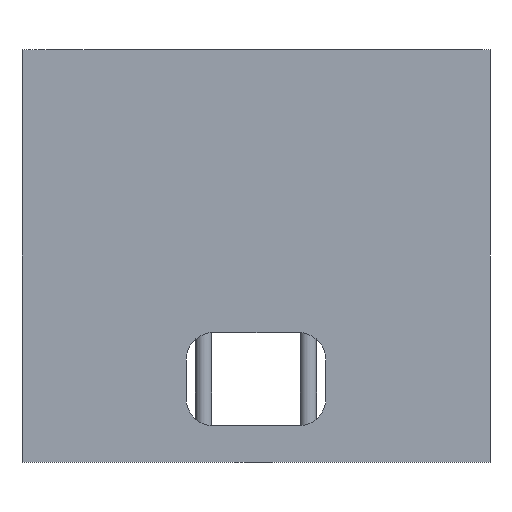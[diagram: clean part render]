
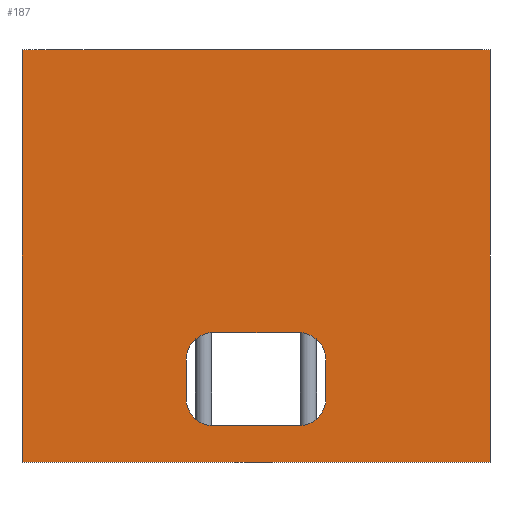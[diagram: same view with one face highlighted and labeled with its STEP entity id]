
A CAD part, front view. The second image highlights one B-rep face of the part: STEP entity #187.
In plain terms, the highlighted planar face has unit normal (0, -1, 0).
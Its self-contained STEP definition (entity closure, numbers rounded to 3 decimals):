
#65 = VERTEX_POINT ( 'NONE', #1252 ) ;
#113 = EDGE_LOOP ( 'NONE', ( #2737, #3394, #3654, #3770, #2828, #978, #470, #2161 ) ) ;
#114 = CARTESIAN_POINT ( 'NONE',  ( 17.88, -3., 4. ) ) ;
#148 = CIRCLE ( 'NONE', #328, 3. ) ;
#187 = ADVANCED_FACE ( 'NONE', ( #1932, #3398 ), #1893, .F. ) ;
#305 = LINE ( 'NONE', #2939, #936 ) ;
#308 = AXIS2_PLACEMENT_3D ( 'NONE', #2025, #867, #2687 ) ;
#328 = AXIS2_PLACEMENT_3D ( 'NONE', #2845, #1387, #1190 ) ;
#337 = CARTESIAN_POINT ( 'NONE',  ( 14.88, -3., 0. ) ) ;
#400 = VERTEX_POINT ( 'NONE', #963 ) ;
#445 = EDGE_CURVE ( 'NONE', #1163, #400, #1791, .T. ) ;
#460 = EDGE_CURVE ( 'NONE', #65, #2728, #3236, .T. ) ;
#470 = ORIENTED_EDGE ( 'NONE', *, *, #779, .T. ) ;
#491 = CIRCLE ( 'NONE', #308, 3. ) ;
#498 = VERTEX_POINT ( 'NONE', #2923 ) ;
#517 = VERTEX_POINT ( 'NONE', #1814 ) ;
#577 = EDGE_CURVE ( 'NONE', #3159, #3239, #2433, .T. ) ;
#617 = DIRECTION ( 'NONE',  ( 0., 0., 1. ) ) ;
#694 = EDGE_LOOP ( 'NONE', ( #1856, #2770, #2955, #1633 ) ) ;
#697 = DIRECTION ( 'NONE',  ( 1., 0., 0. ) ) ;
#721 = DIRECTION ( 'NONE',  ( 0., 1., 0. ) ) ;
#734 = CARTESIAN_POINT ( 'NONE',  ( 0., -3., 45. ) ) ;
#760 = CARTESIAN_POINT ( 'NONE',  ( 0., -3., 2. ) ) ;
#779 = EDGE_CURVE ( 'NONE', #2434, #517, #305, .T. ) ;
#825 = EDGE_CURVE ( 'NONE', #400, #2434, #148, .T. ) ;
#858 = EDGE_CURVE ( 'NONE', #3239, #2728, #2689, .T. ) ;
#867 = DIRECTION ( 'NONE',  ( 0., 1., 0. ) ) ;
#868 = VECTOR ( 'NONE', #2318, 1000. ) ;
#897 = CARTESIAN_POINT ( 'NONE',  ( 30.12, -3., 11.16 ) ) ;
#900 = DIRECTION ( 'NONE',  ( 0., 0., 1. ) ) ;
#936 = VECTOR ( 'NONE', #1070, 1000. ) ;
#956 = DIRECTION ( 'NONE',  ( 0., 0., -1. ) ) ;
#963 = CARTESIAN_POINT ( 'NONE',  ( 14.88, -3., 11.16 ) ) ;
#967 = DIRECTION ( 'NONE',  ( 0., 0., 1. ) ) ;
#978 = ORIENTED_EDGE ( 'NONE', *, *, #825, .T. ) ;
#1070 = DIRECTION ( 'NONE',  ( 1., 0., 0. ) ) ;
#1115 = CARTESIAN_POINT ( 'NONE',  ( 48., -3., 45. ) ) ;
#1163 = VERTEX_POINT ( 'NONE', #2719 ) ;
#1170 = EDGE_CURVE ( 'NONE', #498, #1595, #1530, .T. ) ;
#1190 = DIRECTION ( 'NONE',  ( 0., 0., 1. ) ) ;
#1252 = CARTESIAN_POINT ( 'NONE',  ( -3., -3., 0. ) ) ;
#1267 = DIRECTION ( 'NONE',  ( 1., 0., 0. ) ) ;
#1276 = VERTEX_POINT ( 'NONE', #114 ) ;
#1281 = CARTESIAN_POINT ( 'NONE',  ( 27.12, -3., 4. ) ) ;
#1387 = DIRECTION ( 'NONE',  ( 0., 1., 0. ) ) ;
#1460 = CARTESIAN_POINT ( 'NONE',  ( 0., -3., 4. ) ) ;
#1495 = CARTESIAN_POINT ( 'NONE',  ( 48., -3., 2. ) ) ;
#1513 = VECTOR ( 'NONE', #1593, 1000. ) ;
#1530 = LINE ( 'NONE', #2294, #2716 ) ;
#1593 = DIRECTION ( 'NONE',  ( 0., 0., -1. ) ) ;
#1595 = VERTEX_POINT ( 'NONE', #897 ) ;
#1633 = ORIENTED_EDGE ( 'NONE', *, *, #3063, .T. ) ;
#1691 = CARTESIAN_POINT ( 'NONE',  ( 27.12, -3., 11.16 ) ) ;
#1734 = DIRECTION ( 'NONE',  ( 0., 1., 0. ) ) ;
#1791 = LINE ( 'NONE', #337, #1894 ) ;
#1814 = CARTESIAN_POINT ( 'NONE',  ( 27.12, -3., 14.16 ) ) ;
#1856 = ORIENTED_EDGE ( 'NONE', *, *, #460, .T. ) ;
#1893 = PLANE ( 'NONE',  #3334 ) ;
#1894 = VECTOR ( 'NONE', #900, 1000. ) ;
#1932 = FACE_OUTER_BOUND ( 'NONE', #694, .T. ) ;
#2025 = CARTESIAN_POINT ( 'NONE',  ( 27.12, -3., 7. ) ) ;
#2079 = EDGE_CURVE ( 'NONE', #498, #2443, #491, .T. ) ;
#2142 = VECTOR ( 'NONE', #697, 1000. ) ;
#2161 = ORIENTED_EDGE ( 'NONE', *, *, #2745, .T. ) ;
#2269 = CIRCLE ( 'NONE', #3500, 3. ) ;
#2294 = CARTESIAN_POINT ( 'NONE',  ( 30.12, -3., 0. ) ) ;
#2318 = DIRECTION ( 'NONE',  ( 1., 0., 0. ) ) ;
#2366 = CARTESIAN_POINT ( 'NONE',  ( 17.88, -3., 7. ) ) ;
#2369 = CARTESIAN_POINT ( 'NONE',  ( 17.88, -3., 14.16 ) ) ;
#2433 = LINE ( 'NONE', #734, #2142 ) ;
#2434 = VERTEX_POINT ( 'NONE', #2369 ) ;
#2443 = VERTEX_POINT ( 'NONE', #1281 ) ;
#2564 = CIRCLE ( 'NONE', #2682, 3. ) ;
#2656 = CARTESIAN_POINT ( 'NONE',  ( 0., -3., 0. ) ) ;
#2682 = AXIS2_PLACEMENT_3D ( 'NONE', #2366, #1734, #617 ) ;
#2687 = DIRECTION ( 'NONE',  ( 0., 0., 1. ) ) ;
#2689 = LINE ( 'NONE', #1495, #3739 ) ;
#2716 = VECTOR ( 'NONE', #967, 1000. ) ;
#2719 = CARTESIAN_POINT ( 'NONE',  ( 14.88, -3., 7. ) ) ;
#2728 = VERTEX_POINT ( 'NONE', #3517 ) ;
#2737 = ORIENTED_EDGE ( 'NONE', *, *, #1170, .F. ) ;
#2745 = EDGE_CURVE ( 'NONE', #517, #1595, #2269, .T. ) ;
#2770 = ORIENTED_EDGE ( 'NONE', *, *, #858, .F. ) ;
#2795 = EDGE_CURVE ( 'NONE', #1276, #2443, #3134, .T. ) ;
#2828 = ORIENTED_EDGE ( 'NONE', *, *, #445, .T. ) ;
#2845 = CARTESIAN_POINT ( 'NONE',  ( 17.88, -3., 11.16 ) ) ;
#2893 = CARTESIAN_POINT ( 'NONE',  ( -3., -3., 45. ) ) ;
#2923 = CARTESIAN_POINT ( 'NONE',  ( 30.12, -3., 7. ) ) ;
#2939 = CARTESIAN_POINT ( 'NONE',  ( 0., -3., 14.16 ) ) ;
#2955 = ORIENTED_EDGE ( 'NONE', *, *, #577, .F. ) ;
#3063 = EDGE_CURVE ( 'NONE', #3159, #65, #3076, .T. ) ;
#3076 = LINE ( 'NONE', #3403, #1513 ) ;
#3134 = LINE ( 'NONE', #1460, #868 ) ;
#3159 = VERTEX_POINT ( 'NONE', #2893 ) ;
#3170 = DIRECTION ( 'NONE',  ( 0., 1., 0. ) ) ;
#3236 = LINE ( 'NONE', #2656, #3675 ) ;
#3239 = VERTEX_POINT ( 'NONE', #1115 ) ;
#3334 = AXIS2_PLACEMENT_3D ( 'NONE', #760, #721, #3342 ) ;
#3342 = DIRECTION ( 'NONE',  ( 0., 0., 1. ) ) ;
#3394 = ORIENTED_EDGE ( 'NONE', *, *, #2079, .T. ) ;
#3398 = FACE_BOUND ( 'NONE', #113, .T. ) ;
#3403 = CARTESIAN_POINT ( 'NONE',  ( -3., -3., 2. ) ) ;
#3459 = DIRECTION ( 'NONE',  ( 0., 0., 1. ) ) ;
#3500 = AXIS2_PLACEMENT_3D ( 'NONE', #1691, #3170, #3459 ) ;
#3517 = CARTESIAN_POINT ( 'NONE',  ( 48., -3., 0. ) ) ;
#3654 = ORIENTED_EDGE ( 'NONE', *, *, #2795, .F. ) ;
#3675 = VECTOR ( 'NONE', #1267, 1000. ) ;
#3677 = EDGE_CURVE ( 'NONE', #1276, #1163, #2564, .T. ) ;
#3739 = VECTOR ( 'NONE', #956, 1000. ) ;
#3770 = ORIENTED_EDGE ( 'NONE', *, *, #3677, .T. ) ;
